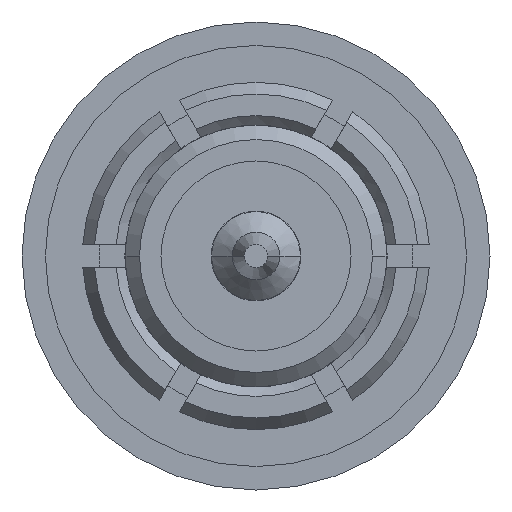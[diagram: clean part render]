
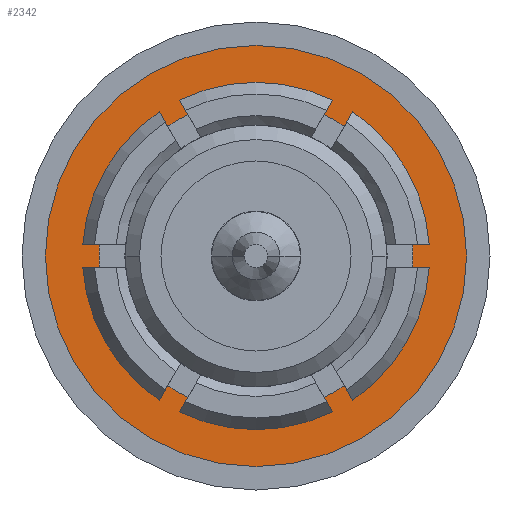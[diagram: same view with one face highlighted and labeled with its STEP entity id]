
A CAD part, left-side view. The second image highlights one B-rep face of the part: STEP entity #2342.
In plain terms, the highlighted planar face has unit normal (-1, 0, 0).
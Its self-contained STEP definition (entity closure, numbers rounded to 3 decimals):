
#268=CARTESIAN_POINT('',(-11.,0.,0.));
#269=DIRECTION('',(-1.,0.,0.));
#270=DIRECTION('',(0.,1.,0.));
#271=AXIS2_PLACEMENT_3D('',#268,#269,#270);
#930=CARTESIAN_POINT('',(-11.,0.,0.));
#931=DIRECTION('',(1.,0.,0.));
#932=DIRECTION('',(0.,1.,0.));
#933=AXIS2_PLACEMENT_3D('',#930,#931,#932);
#981=CARTESIAN_POINT('',(-11.,0.,0.));
#982=DIRECTION('',(-1.,0.,0.));
#983=DIRECTION('',(0.,1.,0.));
#984=AXIS2_PLACEMENT_3D('',#981,#982,#983);
#986=CARTESIAN_POINT('',(-11.,0.,0.));
#987=DIRECTION('',(1.,0.,0.));
#988=DIRECTION('',(0.,1.,0.));
#989=AXIS2_PLACEMENT_3D('',#986,#987,#988);
#1010=CARTESIAN_POINT('',(-11.,2.25,0.));
#1012=VERTEX_POINT('',#1010);
#1014=CARTESIAN_POINT('',(-11.,-2.25,0.));
#1016=VERTEX_POINT('',#1014);
#1021=CARTESIAN_POINT('',(-11.,1.675,0.));
#1022=CARTESIAN_POINT('',(-11.,-1.675,0.));
#1023=VERTEX_POINT('',#1021);
#1024=VERTEX_POINT('',#1022);
#2327=CARTESIAN_POINT('',(-11.,0.,0.));
#2328=DIRECTION('',(-1.,0.,0.));
#2329=DIRECTION('',(0.,1.,0.));
#2330=AXIS2_PLACEMENT_3D('',#2327,#2328,#2329);
#2331=PLANE('',#2330);
#2333=ORIENTED_EDGE('',*,*,#2332,.F.);
#2335=ORIENTED_EDGE('',*,*,#2334,.T.);
#2336=EDGE_LOOP('',(#2333,#2335));
#2337=FACE_OUTER_BOUND('',#2336,.F.);
#2338=ORIENTED_EDGE('',*,*,#2284,.F.);
#2339=ORIENTED_EDGE('',*,*,#1583,.T.);
#2340=EDGE_LOOP('',(#2338,#2339));
#2341=FACE_BOUND('',#2340,.F.);
#272=CIRCLE('',#271,1.675);
#934=CIRCLE('',#933,1.675);
#985=CIRCLE('',#984,2.25);
#990=CIRCLE('',#989,2.25);
#1583=EDGE_CURVE('',#1023,#1024,#272,.T.);
#2284=EDGE_CURVE('',#1023,#1024,#934,.T.);
#2332=EDGE_CURVE('',#1012,#1016,#985,.T.);
#2334=EDGE_CURVE('',#1012,#1016,#990,.T.);
#2342=ADVANCED_FACE('',(#2337,#2341),#2331,.T.);
